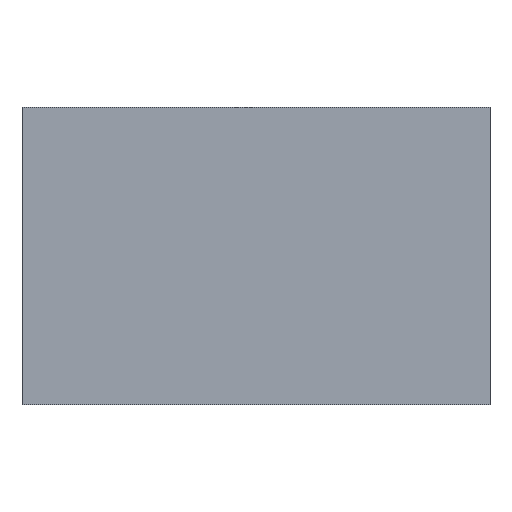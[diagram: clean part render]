
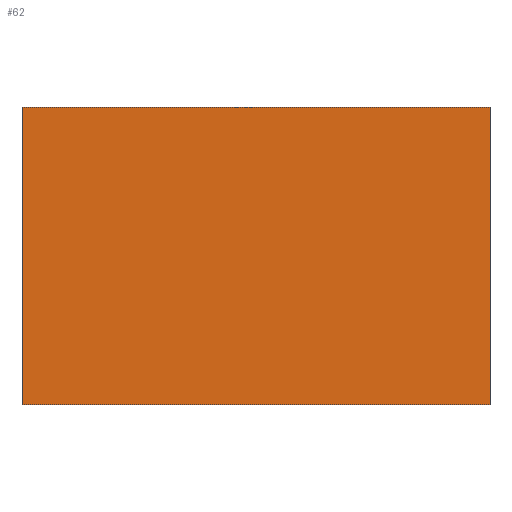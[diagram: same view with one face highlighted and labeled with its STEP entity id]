
A CAD part, top view. The second image highlights one B-rep face of the part: STEP entity #62.
In plain terms, the highlighted planar face has unit normal (0, 0, 1).
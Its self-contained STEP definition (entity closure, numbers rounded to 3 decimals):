
#6 = CARTESIAN_POINT ( 'NONE',  ( -265.684, 168.852, 20. ) ) ;
#8 = CARTESIAN_POINT ( 'NONE',  ( 265.684, -168.852, 20. ) ) ;
#15 = VERTEX_POINT ( 'NONE', #57 ) ;
#19 = VECTOR ( 'NONE', #71, 1000. ) ;
#33 = CARTESIAN_POINT ( 'NONE',  ( -265.684, -168.852, 20. ) ) ;
#37 = VECTOR ( 'NONE', #180, 1000. ) ;
#46 = DIRECTION ( 'NONE',  ( 0., -1., 0. ) ) ;
#48 = EDGE_CURVE ( 'NONE', #87, #15, #88, .T. ) ;
#57 = CARTESIAN_POINT ( 'NONE',  ( 265.684, 168.852, 20. ) ) ;
#60 = LINE ( 'NONE', #148, #37 ) ;
#62 = ADVANCED_FACE ( 'NONE', ( #149 ), #117, .T. ) ;
#63 = LINE ( 'NONE', #121, #183 ) ;
#70 = ORIENTED_EDGE ( 'NONE', *, *, #114, .T. ) ;
#71 = DIRECTION ( 'NONE',  ( 0., 1., 0. ) ) ;
#72 = VERTEX_POINT ( 'NONE', #6 ) ;
#74 = DIRECTION ( 'NONE',  ( -1., 0., 0. ) ) ;
#75 = EDGE_CURVE ( 'NONE', #127, #87, #60, .T. ) ;
#82 = EDGE_LOOP ( 'NONE', ( #112, #159, #143, #70 ) ) ;
#85 = LINE ( 'NONE', #144, #150 ) ;
#87 = VERTEX_POINT ( 'NONE', #8 ) ;
#88 = LINE ( 'NONE', #132, #19 ) ;
#90 = AXIS2_PLACEMENT_3D ( 'NONE', #103, #178, #164 ) ;
#93 = EDGE_CURVE ( 'NONE', #72, #127, #63, .T. ) ;
#103 = CARTESIAN_POINT ( 'NONE',  ( 0., 0., 20. ) ) ;
#112 = ORIENTED_EDGE ( 'NONE', *, *, #93, .T. ) ;
#114 = EDGE_CURVE ( 'NONE', #15, #72, #85, .T. ) ;
#117 = PLANE ( 'NONE',  #90 ) ;
#121 = CARTESIAN_POINT ( 'NONE',  ( -265.684, -168.852, 20. ) ) ;
#127 = VERTEX_POINT ( 'NONE', #33 ) ;
#132 = CARTESIAN_POINT ( 'NONE',  ( 265.684, -168.852, 20. ) ) ;
#143 = ORIENTED_EDGE ( 'NONE', *, *, #48, .T. ) ;
#144 = CARTESIAN_POINT ( 'NONE',  ( 265.684, 168.852, 20. ) ) ;
#148 = CARTESIAN_POINT ( 'NONE',  ( 265.684, -168.852, 20. ) ) ;
#149 = FACE_OUTER_BOUND ( 'NONE', #82, .T. ) ;
#150 = VECTOR ( 'NONE', #74, 1000. ) ;
#159 = ORIENTED_EDGE ( 'NONE', *, *, #75, .T. ) ;
#164 = DIRECTION ( 'NONE',  ( 1., 0., 0. ) ) ;
#178 = DIRECTION ( 'NONE',  ( 0., 0., 1. ) ) ;
#180 = DIRECTION ( 'NONE',  ( 1., 0., 0. ) ) ;
#183 = VECTOR ( 'NONE', #46, 1000. ) ;
